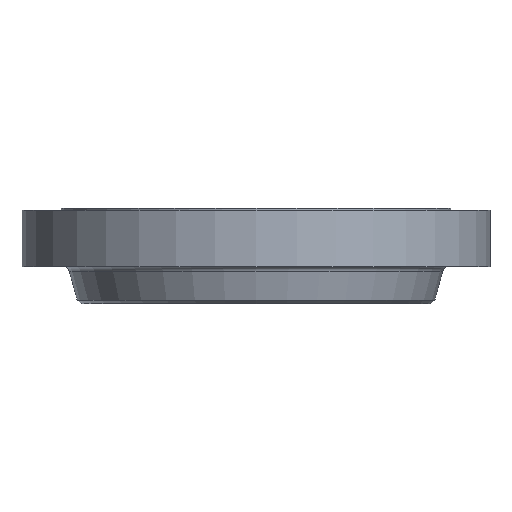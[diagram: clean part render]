
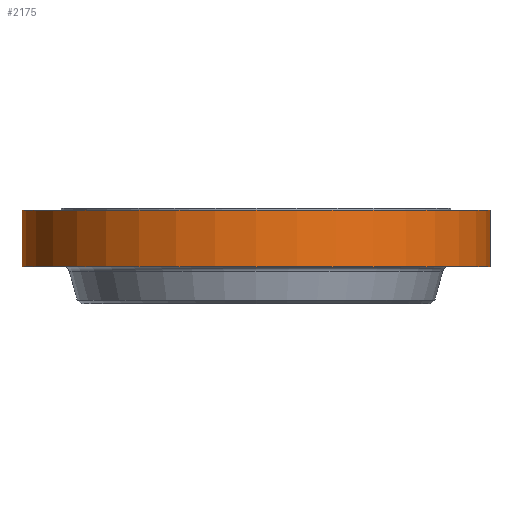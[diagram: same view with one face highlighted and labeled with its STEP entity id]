
A CAD part, front view. The second image highlights one B-rep face of the part: STEP entity #2175.
In plain terms, the highlighted cylindrical face has radius 701.675 mm (diameter 1403.35 mm), a partial arc.
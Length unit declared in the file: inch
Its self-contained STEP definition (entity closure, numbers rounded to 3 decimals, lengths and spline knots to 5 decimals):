
#10 = DIRECTION ( 'NONE',  ( 1., 0., 0. ) ) ;
#19 = AXIS2_PLACEMENT_3D ( 'NONE', #2185, #380, #10 ) ;
#28 = CARTESIAN_POINT ( 'NONE',  ( 0., 0., 0. ) ) ;
#36 = VERTEX_POINT ( 'NONE', #315 ) ;
#92 = LINE ( 'NONE', #724, #1986 ) ;
#123 = ORIENTED_EDGE ( 'NONE', *, *, #748, .T. ) ;
#230 = DIRECTION ( 'NONE',  ( 1., 0., 0. ) ) ;
#271 = DIRECTION ( 'NONE',  ( 0., 0., 1. ) ) ;
#310 = VECTOR ( 'NONE', #382, 39.37008 ) ;
#315 = CARTESIAN_POINT ( 'NONE',  ( -27.625, 0., -6.875 ) ) ;
#380 = DIRECTION ( 'NONE',  ( 0., 0., 1. ) ) ;
#382 = DIRECTION ( 'NONE',  ( 0., 0., 1. ) ) ;
#405 = EDGE_CURVE ( 'NONE', #36, #521, #1303, .T. ) ;
#436 = CYLINDRICAL_SURFACE ( 'NONE', #1865, 27.625 ) ;
#448 = CARTESIAN_POINT ( 'NONE',  ( 0., 0., -0.25 ) ) ;
#495 = VERTEX_POINT ( 'NONE', #634 ) ;
#521 = VERTEX_POINT ( 'NONE', #2060 ) ;
#628 = DIRECTION ( 'NONE',  ( 0., 0., 1. ) ) ;
#634 = CARTESIAN_POINT ( 'NONE',  ( -27.625, 0., -0.25 ) ) ;
#698 = CARTESIAN_POINT ( 'NONE',  ( 27.625, 0., -0.25 ) ) ;
#724 = CARTESIAN_POINT ( 'NONE',  ( -27.625, 0., 0. ) ) ;
#748 = EDGE_CURVE ( 'NONE', #521, #1267, #1387, .T. ) ;
#1041 = FACE_OUTER_BOUND ( 'NONE', #1693, .T. ) ;
#1084 = EDGE_CURVE ( 'NONE', #495, #1267, #2400, .T. ) ;
#1222 = DIRECTION ( 'NONE',  ( 1., 0., 0. ) ) ;
#1267 = VERTEX_POINT ( 'NONE', #698 ) ;
#1296 = EDGE_CURVE ( 'NONE', #36, #495, #92, .T. ) ;
#1303 = CIRCLE ( 'NONE', #19, 27.625 ) ;
#1387 = LINE ( 'NONE', #1959, #310 ) ;
#1502 = DIRECTION ( 'NONE',  ( 0., 0., 1. ) ) ;
#1693 = EDGE_LOOP ( 'NONE', ( #2460, #2130, #123, #2023 ) ) ;
#1865 = AXIS2_PLACEMENT_3D ( 'NONE', #28, #271, #230 ) ;
#1959 = CARTESIAN_POINT ( 'NONE',  ( 27.625, 0., 0. ) ) ;
#1986 = VECTOR ( 'NONE', #1502, 39.37008 ) ;
#2023 = ORIENTED_EDGE ( 'NONE', *, *, #1084, .F. ) ;
#2060 = CARTESIAN_POINT ( 'NONE',  ( 27.625, 0., -6.875 ) ) ;
#2130 = ORIENTED_EDGE ( 'NONE', *, *, #405, .T. ) ;
#2175 = ADVANCED_FACE ( 'NONE', ( #1041 ), #436, .T. ) ;
#2185 = CARTESIAN_POINT ( 'NONE',  ( 0., 0., -6.875 ) ) ;
#2400 = CIRCLE ( 'NONE', #2484, 27.625 ) ;
#2460 = ORIENTED_EDGE ( 'NONE', *, *, #1296, .F. ) ;
#2484 = AXIS2_PLACEMENT_3D ( 'NONE', #448, #628, #1222 ) ;
